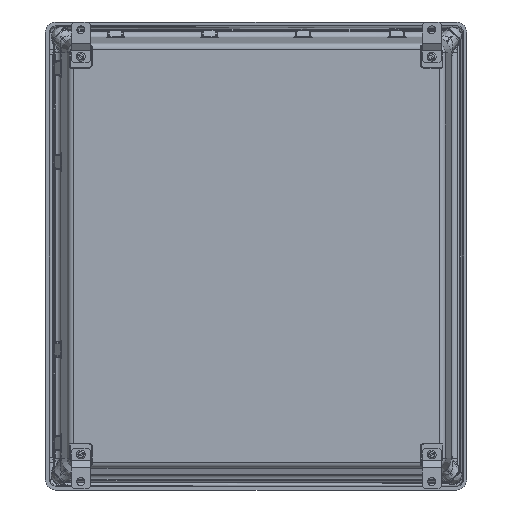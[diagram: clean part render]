
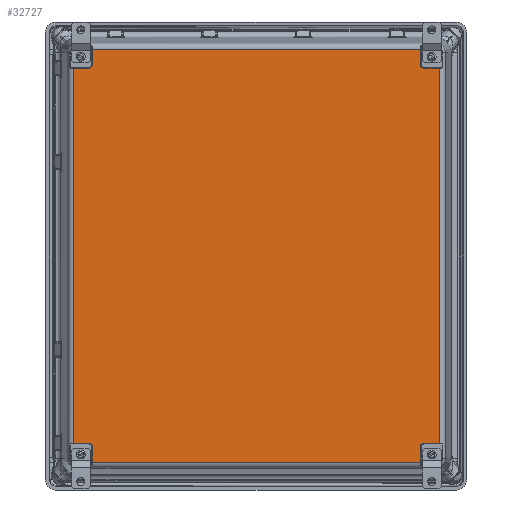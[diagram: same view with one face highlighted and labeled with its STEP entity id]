
A CAD part, front view. The second image highlights one B-rep face of the part: STEP entity #32727.
In plain terms, the highlighted planar face has unit normal (0, -1, 0).
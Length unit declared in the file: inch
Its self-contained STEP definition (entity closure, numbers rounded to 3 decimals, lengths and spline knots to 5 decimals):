
#818 = EDGE_CURVE ( 'NONE', #34750, #31884, #35606, .T. ) ;
#1222 = DIRECTION ( 'NONE',  ( 0., 0., 1. ) ) ;
#1635 = VECTOR ( 'NONE', #8816, 39.37008 ) ;
#1974 = DIRECTION ( 'NONE',  ( 0., 1., 0. ) ) ;
#2246 = VERTEX_POINT ( 'NONE', #37855 ) ;
#2347 = CIRCLE ( 'NONE', #34766, 0.13951 ) ;
#2942 = VERTEX_POINT ( 'NONE', #26534 ) ;
#3654 = VECTOR ( 'NONE', #21921, 39.37008 ) ;
#3879 = LINE ( 'NONE', #35492, #42245 ) ;
#4346 = CARTESIAN_POINT ( 'NONE',  ( 7.82632, -8.12945, -8.01593 ) ) ;
#4409 = CARTESIAN_POINT ( 'NONE',  ( -7.82625, -8.12945, 8.01585 ) ) ;
#4867 = CARTESIAN_POINT ( 'NONE',  ( -7.01445, -8.12945, -8.82773 ) ) ;
#4898 = EDGE_CURVE ( 'NONE', #38141, #47432, #2347, .T. ) ;
#5274 = CARTESIAN_POINT ( 'NONE',  ( 7.01452, -8.12945, -8.15544 ) ) ;
#5421 = CARTESIAN_POINT ( 'NONE',  ( 7.15404, -8.12945, 8.01585 ) ) ;
#5973 = VECTOR ( 'NONE', #11941, 39.37008 ) ;
#6135 = EDGE_CURVE ( 'NONE', #2942, #2246, #31871, .T. ) ;
#6463 = CARTESIAN_POINT ( 'NONE',  ( 7.15404, -8.12945, 8.01585 ) ) ;
#7699 = ORIENTED_EDGE ( 'NONE', *, *, #4898, .T. ) ;
#8471 = EDGE_CURVE ( 'NONE', #12325, #2942, #43368, .T. ) ;
#8646 = CARTESIAN_POINT ( 'NONE',  ( 7.66375, -8.12945, 8.82765 ) ) ;
#8816 = DIRECTION ( 'NONE',  ( -1., 0., 0. ) ) ;
#9031 = DIRECTION ( 'NONE',  ( 0., 0., -1. ) ) ;
#9306 = ORIENTED_EDGE ( 'NONE', *, *, #40721, .T. ) ;
#9455 = LINE ( 'NONE', #5421, #29209 ) ;
#9547 = DIRECTION ( 'NONE',  ( 0., 0., 1. ) ) ;
#10433 = VERTEX_POINT ( 'NONE', #4346 ) ;
#10670 = ORIENTED_EDGE ( 'NONE', *, *, #23738, .T. ) ;
#10682 = CARTESIAN_POINT ( 'NONE',  ( 7.01452, -8.12945, 8.82765 ) ) ;
#11461 = VECTOR ( 'NONE', #18538, 39.37008 ) ;
#11493 = VERTEX_POINT ( 'NONE', #40911 ) ;
#11704 = VECTOR ( 'NONE', #15273, 39.37008 ) ;
#11708 = DIRECTION ( 'NONE',  ( 0., -1., 0. ) ) ;
#11924 = VERTEX_POINT ( 'NONE', #29293 ) ;
#11941 = DIRECTION ( 'NONE',  ( 0., 0., -1. ) ) ;
#12235 = EDGE_CURVE ( 'NONE', #22313, #38141, #9455, .T. ) ;
#12325 = VERTEX_POINT ( 'NONE', #16762 ) ;
#12600 = CARTESIAN_POINT ( 'NONE',  ( 7.01452, -8.12945, 8.15536 ) ) ;
#13863 = ORIENTED_EDGE ( 'NONE', *, *, #6135, .T. ) ;
#14638 = LINE ( 'NONE', #10682, #3654 ) ;
#14919 = DIRECTION ( 'NONE',  ( 0., 1., 0. ) ) ;
#15273 = DIRECTION ( 'NONE',  ( 1., 0., 0. ) ) ;
#15564 = VECTOR ( 'NONE', #1222, 39.37008 ) ;
#15643 = EDGE_CURVE ( 'NONE', #11493, #34750, #32045, .T. ) ;
#15841 = ORIENTED_EDGE ( 'NONE', *, *, #32938, .T. ) ;
#16255 = ORIENTED_EDGE ( 'NONE', *, *, #45440, .T. ) ;
#16512 = CARTESIAN_POINT ( 'NONE',  ( -7.82625, -8.12945, 8.66507 ) ) ;
#16762 = CARTESIAN_POINT ( 'NONE',  ( -7.01445, -8.12945, 8.82765 ) ) ;
#16974 = DIRECTION ( 'NONE',  ( 1., 0., 0. ) ) ;
#17919 = DIRECTION ( 'NONE',  ( 0., 1., 0. ) ) ;
#17998 = VERTEX_POINT ( 'NONE', #20515 ) ;
#18517 = VERTEX_POINT ( 'NONE', #34636 ) ;
#18538 = DIRECTION ( 'NONE',  ( -1., 0., 0. ) ) ;
#18972 = EDGE_CURVE ( 'NONE', #10433, #22313, #28895, .T. ) ;
#18978 = CARTESIAN_POINT ( 'NONE',  ( -7.15397, -8.12945, -8.01593 ) ) ;
#19938 = DIRECTION ( 'NONE',  ( 0., 1., 0. ) ) ;
#20515 = CARTESIAN_POINT ( 'NONE',  ( 7.01452, -8.12945, 8.82765 ) ) ;
#21311 = LINE ( 'NONE', #8646, #1635 ) ;
#21386 = EDGE_CURVE ( 'NONE', #23330, #10433, #3879, .T. ) ;
#21653 = LINE ( 'NONE', #26586, #39135 ) ;
#21718 = CARTESIAN_POINT ( 'NONE',  ( -7.01445, -8.12945, 8.15536 ) ) ;
#21921 = DIRECTION ( 'NONE',  ( 0., 0., 1. ) ) ;
#22313 = VERTEX_POINT ( 'NONE', #42465 ) ;
#22958 = ORIENTED_EDGE ( 'NONE', *, *, #18972, .T. ) ;
#23008 = ORIENTED_EDGE ( 'NONE', *, *, #15643, .T. ) ;
#23330 = VERTEX_POINT ( 'NONE', #41816 ) ;
#23372 = EDGE_CURVE ( 'NONE', #17998, #12325, #21311, .T. ) ;
#23738 = EDGE_CURVE ( 'NONE', #11924, #23330, #38180, .T. ) ;
#24194 = CARTESIAN_POINT ( 'NONE',  ( 7.15404, -8.12945, -8.15544 ) ) ;
#25552 = ORIENTED_EDGE ( 'NONE', *, *, #12235, .T. ) ;
#26534 = CARTESIAN_POINT ( 'NONE',  ( -7.01445, -8.12945, 8.15536 ) ) ;
#26586 = CARTESIAN_POINT ( 'NONE',  ( 7.66375, -8.12945, -8.82773 ) ) ;
#26900 = VECTOR ( 'NONE', #9031, 39.37008 ) ;
#27658 = DIRECTION ( 'NONE',  ( -1., 0., 0. ) ) ;
#27916 = DIRECTION ( 'NONE',  ( 0., 0., -1. ) ) ;
#28055 = EDGE_CURVE ( 'NONE', #18517, #11493, #31540, .T. ) ;
#28073 = LINE ( 'NONE', #16512, #26900 ) ;
#28895 = LINE ( 'NONE', #31821, #39942 ) ;
#28935 = FACE_OUTER_BOUND ( 'NONE', #47279, .T. ) ;
#29194 = AXIS2_PLACEMENT_3D ( 'NONE', #37198, #14919, #40938 ) ;
#29209 = VECTOR ( 'NONE', #27658, 39.37008 ) ;
#29293 = CARTESIAN_POINT ( 'NONE',  ( 7.01452, -8.12945, -8.15544 ) ) ;
#29636 = ORIENTED_EDGE ( 'NONE', *, *, #818, .T. ) ;
#29687 = VERTEX_POINT ( 'NONE', #4409 ) ;
#31540 = LINE ( 'NONE', #18978, #11704 ) ;
#31821 = CARTESIAN_POINT ( 'NONE',  ( 7.82632, -8.12945, 8.66507 ) ) ;
#31871 = CIRCLE ( 'NONE', #29194, 0.13951 ) ;
#31884 = VERTEX_POINT ( 'NONE', #48037 ) ;
#32045 = CIRCLE ( 'NONE', #44348, 0.13951 ) ;
#32657 = EDGE_CURVE ( 'NONE', #2246, #29687, #41163, .T. ) ;
#32727 = ADVANCED_FACE ( 'NONE', ( #28935 ), #37420, .T. ) ;
#32938 = EDGE_CURVE ( 'NONE', #40355, #11924, #35361, .T. ) ;
#33268 = ORIENTED_EDGE ( 'NONE', *, *, #21386, .T. ) ;
#33417 = VECTOR ( 'NONE', #40242, 39.37008 ) ;
#33538 = ORIENTED_EDGE ( 'NONE', *, *, #45350, .T. ) ;
#34416 = ORIENTED_EDGE ( 'NONE', *, *, #32657, .T. ) ;
#34636 = CARTESIAN_POINT ( 'NONE',  ( -7.82625, -8.12945, -8.01593 ) ) ;
#34666 = ORIENTED_EDGE ( 'NONE', *, *, #8471, .T. ) ;
#34750 = VERTEX_POINT ( 'NONE', #46158 ) ;
#34766 = AXIS2_PLACEMENT_3D ( 'NONE', #40213, #17919, #43975 ) ;
#35316 = ORIENTED_EDGE ( 'NONE', *, *, #28055, .T. ) ;
#35361 = LINE ( 'NONE', #5274, #15564 ) ;
#35492 = CARTESIAN_POINT ( 'NONE',  ( 7.82632, -8.12945, -8.01593 ) ) ;
#35606 = LINE ( 'NONE', #4867, #5973 ) ;
#37198 = CARTESIAN_POINT ( 'NONE',  ( -7.15397, -8.12945, 8.15536 ) ) ;
#37420 = PLANE ( 'NONE',  #43157 ) ;
#37734 = DIRECTION ( 'NONE',  ( 0., 0., -1. ) ) ;
#37799 = DIRECTION ( 'NONE',  ( 1., 0., 0. ) ) ;
#37855 = CARTESIAN_POINT ( 'NONE',  ( -7.15397, -8.12945, 8.01585 ) ) ;
#38141 = VERTEX_POINT ( 'NONE', #6463 ) ;
#38180 = CIRCLE ( 'NONE', #42529, 0.13951 ) ;
#39135 = VECTOR ( 'NONE', #37799, 39.37008 ) ;
#39942 = VECTOR ( 'NONE', #9547, 39.37008 ) ;
#40213 = CARTESIAN_POINT ( 'NONE',  ( 7.15404, -8.12945, 8.15536 ) ) ;
#40242 = DIRECTION ( 'NONE',  ( 0., 0., -1. ) ) ;
#40355 = VERTEX_POINT ( 'NONE', #45063 ) ;
#40721 = EDGE_CURVE ( 'NONE', #47432, #17998, #14638, .T. ) ;
#40911 = CARTESIAN_POINT ( 'NONE',  ( -7.15397, -8.12945, -8.01593 ) ) ;
#40938 = DIRECTION ( 'NONE',  ( 0., 0., -1. ) ) ;
#41146 = CARTESIAN_POINT ( 'NONE',  ( 7.66375, -8.12945, 8.66507 ) ) ;
#41163 = LINE ( 'NONE', #48142, #11461 ) ;
#41816 = CARTESIAN_POINT ( 'NONE',  ( 7.15404, -8.12945, -8.01593 ) ) ;
#42231 = CARTESIAN_POINT ( 'NONE',  ( -7.15397, -8.12945, -8.15544 ) ) ;
#42245 = VECTOR ( 'NONE', #16974, 39.37008 ) ;
#42465 = CARTESIAN_POINT ( 'NONE',  ( 7.82632, -8.12945, 8.01585 ) ) ;
#42529 = AXIS2_PLACEMENT_3D ( 'NONE', #24194, #1974, #27916 ) ;
#43157 = AXIS2_PLACEMENT_3D ( 'NONE', #41146, #11708, #37734 ) ;
#43368 = LINE ( 'NONE', #21718, #33417 ) ;
#43975 = DIRECTION ( 'NONE',  ( 0., 0., -1. ) ) ;
#44348 = AXIS2_PLACEMENT_3D ( 'NONE', #42231, #19938, #45972 ) ;
#45063 = CARTESIAN_POINT ( 'NONE',  ( 7.01452, -8.12945, -8.82773 ) ) ;
#45350 = EDGE_CURVE ( 'NONE', #31884, #40355, #21653, .T. ) ;
#45440 = EDGE_CURVE ( 'NONE', #29687, #18517, #28073, .T. ) ;
#45972 = DIRECTION ( 'NONE',  ( 0., 0., -1. ) ) ;
#46158 = CARTESIAN_POINT ( 'NONE',  ( -7.01445, -8.12945, -8.15544 ) ) ;
#47279 = EDGE_LOOP ( 'NONE', ( #13863, #34416, #16255, #35316, #23008, #29636, #33538, #15841, #10670, #33268, #22958, #25552, #7699, #9306, #48117, #34666 ) ) ;
#47432 = VERTEX_POINT ( 'NONE', #12600 ) ;
#48037 = CARTESIAN_POINT ( 'NONE',  ( -7.01445, -8.12945, -8.82773 ) ) ;
#48117 = ORIENTED_EDGE ( 'NONE', *, *, #23372, .T. ) ;
#48142 = CARTESIAN_POINT ( 'NONE',  ( -7.82625, -8.12945, 8.01585 ) ) ;
